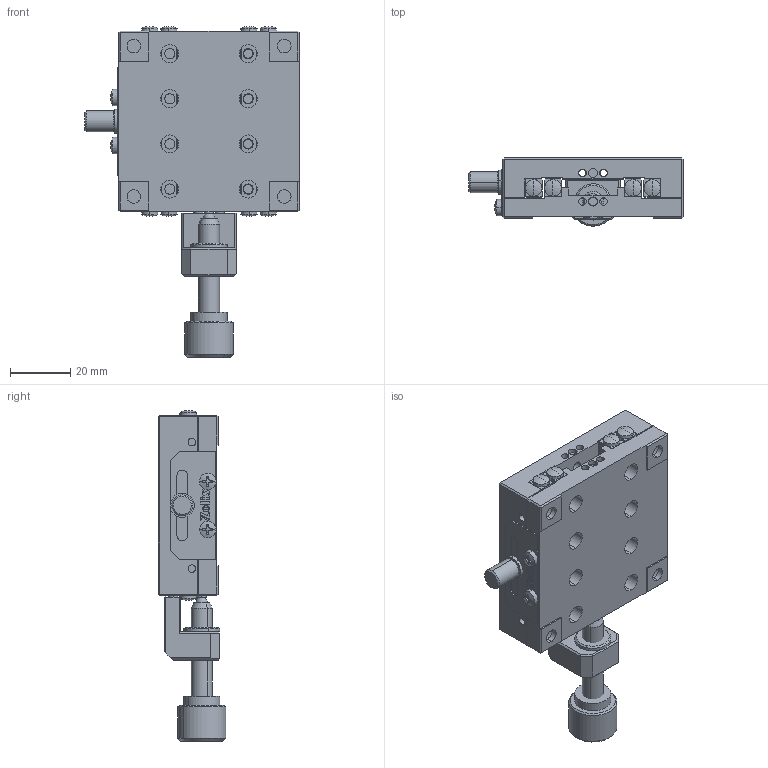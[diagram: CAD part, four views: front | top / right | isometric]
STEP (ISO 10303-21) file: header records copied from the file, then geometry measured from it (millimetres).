
FILE_DESCRIPTION (( 'STEP AP203' ), '1' );
FILE_NAME ('AK13-6020CZ.step', '2019-05-09T02:40:37', ( '' ), ( '' ), 'SwSTEP 2.0', 'SolidWorks 2017', '' );
FILE_SCHEMA (( 'CONFIG_CONTROL_DESIGN' ));
Length unit declared in the file: millimetre
Products named in the file (1): AK13-6020CZ
Bounding box: 71.3 x 22.5 x 109.93 mm (x, y, z)
Surface area: 32109.4 mm2 (no closed solid volume)
Topology: 0 solids, 26 shells, 575 faces, 1979 edges, 1345 vertices
Faces by surface type: plane 340, cylinder 151, cone 46, bspline 16, torus 16, sphere 6
Entity records: 21482 total; most frequent: CARTESIAN_POINT 4313, DIRECTION 3664, ORIENTED_EDGE 3170, EDGE_CURVE 1942, VERTEX_POINT 1342, LINE 1246, VECTOR 1246, AXIS2_PLACEMENT_3D 1209
